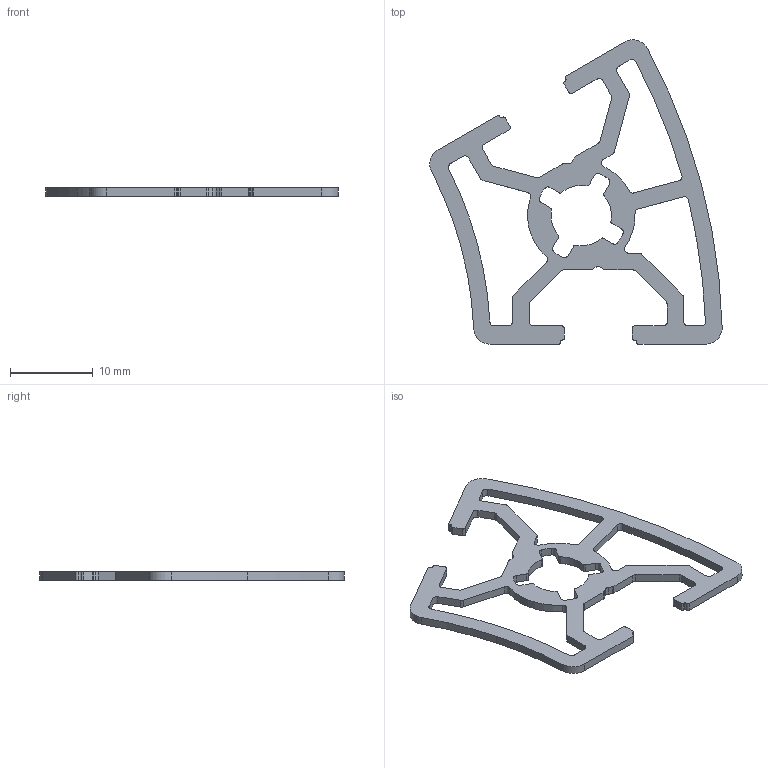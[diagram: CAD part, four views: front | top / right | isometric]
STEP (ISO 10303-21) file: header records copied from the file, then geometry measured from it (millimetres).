
FILE_DESCRIPTION(/* description */ ('BSB Aluminum Profile R30 30°'),/* implementation_level */ '2;1');
FILE_NAME(/* name */ '1007543.ipt.stp',/* time_stamp */ '2020-04-01T16:46:27+02:00',/* author */ ('MvD'),/* organization */ (''),/* preprocessor_version */ 'ST-DEVELOPER v16.5',/* originating_system */ 'Autodesk Inventor 2017',/* authorisation */ '');
FILE_SCHEMA (('AUTOMOTIVE_DESIGN { 1 0 10303 214 3 1 1 }'));
Length unit declared in the file: millimetre
Products named in the file (1): 1007543
Bounding box: 35.3 x 36.75 x 1 mm (x, y, z)
Volume: 380 mm3; surface area: 1112.2 mm2
Topology: 1 solids, 1 shells, 157 faces, 465 edges, 310 vertices
Faces by surface type: cylinder 95, plane 62
Entity records: 5375 total; most frequent: DIRECTION 971, CARTESIAN_POINT 933, ORIENTED_EDGE 930, EDGE_CURVE 465, AXIS2_PLACEMENT_3D 348, VERTEX_POINT 310, LINE 275, VECTOR 275
